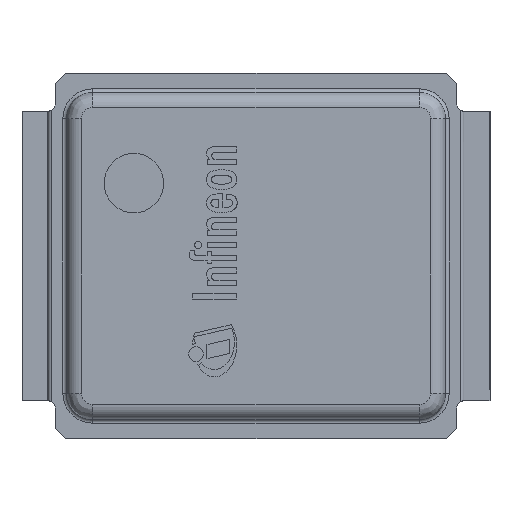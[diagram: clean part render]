
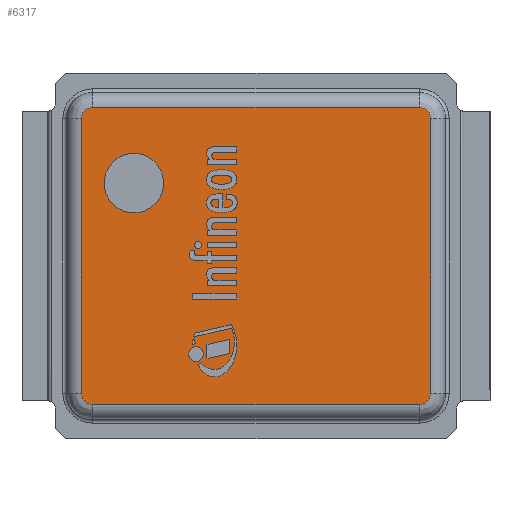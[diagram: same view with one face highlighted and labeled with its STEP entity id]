
A CAD part, top view. The second image highlights one B-rep face of the part: STEP entity #6317.
In plain terms, the highlighted planar face has unit normal (0, 0, 1).
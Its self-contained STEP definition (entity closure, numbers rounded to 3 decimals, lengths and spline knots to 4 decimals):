
#269=LINE('',#9428,#732);
#270=LINE('',#9447,#733);
#272=LINE('',#9467,#735);
#274=LINE('',#9487,#737);
#732=VECTOR('',#7465,3.7);
#733=VECTOR('',#7476,4.4);
#735=VECTOR('',#7488,3.7);
#737=VECTOR('',#7500,4.4);
#1197=PLANE('',#6728);
#1321=FACE_BOUND('',#1733,.T.);
#1352=FACE_OUTER_BOUND('',#1732,.T.);
#1732=EDGE_LOOP('',(#4171,#4172,#4173,#4174,#4175,#4176,#4177,#4178));
#1733=EDGE_LOOP('',(#4179));
#2115=CIRCLE('',#6700,0.4);
#2119=CIRCLE('',#6706,0.15);
#2123=CIRCLE('',#6711,0.15);
#2127=CIRCLE('',#6716,0.15);
#2130=CIRCLE('',#6720,0.15);
#2486=VERTEX_POINT('',#9417);
#2487=VERTEX_POINT('',#9421);
#2490=VERTEX_POINT('',#9426);
#2492=VERTEX_POINT('',#9439);
#2494=VERTEX_POINT('',#9445);
#2496=VERTEX_POINT('',#9459);
#2498=VERTEX_POINT('',#9465);
#2500=VERTEX_POINT('',#9479);
#2502=VERTEX_POINT('',#9485);
#3136=EDGE_CURVE('',#2486,#2486,#2115,.T.);
#3140=EDGE_CURVE('',#2490,#2487,#269,.T.);
#3142=EDGE_CURVE('',#2492,#2490,#2119,.T.);
#3145=EDGE_CURVE('',#2494,#2492,#270,.T.);
#3148=EDGE_CURVE('',#2496,#2494,#2123,.T.);
#3151=EDGE_CURVE('',#2498,#2496,#272,.T.);
#3154=EDGE_CURVE('',#2500,#2498,#2127,.T.);
#3157=EDGE_CURVE('',#2502,#2500,#274,.T.);
#3159=EDGE_CURVE('',#2487,#2502,#2130,.T.);
#4171=ORIENTED_EDGE('',*,*,#3140,.F.);
#4172=ORIENTED_EDGE('',*,*,#3142,.F.);
#4173=ORIENTED_EDGE('',*,*,#3145,.F.);
#4174=ORIENTED_EDGE('',*,*,#3148,.F.);
#4175=ORIENTED_EDGE('',*,*,#3151,.F.);
#4176=ORIENTED_EDGE('',*,*,#3154,.F.);
#4177=ORIENTED_EDGE('',*,*,#3157,.F.);
#4178=ORIENTED_EDGE('',*,*,#3159,.F.);
#4179=ORIENTED_EDGE('',*,*,#3136,.F.);
#6317=ADVANCED_FACE('',(#1352,#1321),#1197,.T.);
#6700=AXIS2_PLACEMENT_3D('',#9418,#7454,#7455);
#6706=AXIS2_PLACEMENT_3D('',#9441,#7468,#7469);
#6711=AXIS2_PLACEMENT_3D('',#9461,#7480,#7481);
#6716=AXIS2_PLACEMENT_3D('',#9481,#7492,#7493);
#6720=AXIS2_PLACEMENT_3D('',#9498,#7502,#7503);
#6728=AXIS2_PLACEMENT_3D('',#9518,#7525,#7526);
#7454=DIRECTION('center_axis',(0.,0.,1.));
#7455=DIRECTION('ref_axis',(-1.,0.,0.));
#7465=DIRECTION('',(-1.,0.,0.));
#7468=DIRECTION('center_axis',(0.,0.,-1.));
#7469=DIRECTION('ref_axis',(0.707,-0.707,0.));
#7476=DIRECTION('',(0.,-1.,0.));
#7480=DIRECTION('center_axis',(0.,0.,-1.));
#7481=DIRECTION('ref_axis',(0.707,0.707,0.));
#7488=DIRECTION('',(1.,0.,0.));
#7492=DIRECTION('center_axis',(0.,0.,-1.));
#7493=DIRECTION('ref_axis',(-0.707,0.707,0.));
#7500=DIRECTION('',(0.,1.,0.));
#7502=DIRECTION('center_axis',(0.,0.,-1.));
#7503=DIRECTION('ref_axis',(-0.707,-0.707,0.));
#7525=DIRECTION('center_axis',(0.,0.,1.));
#7526=DIRECTION('ref_axis',(0.,-1.,0.));
#9417=CARTESIAN_POINT('',(1.3796,1.6439,0.7001));
#9418=CARTESIAN_POINT('Origin',(0.9796,1.6439,0.7001));
#9421=CARTESIAN_POINT('',(-1.85,-2.35,0.7));
#9426=CARTESIAN_POINT('',(1.85,-2.35,0.7));
#9428=CARTESIAN_POINT('',(0.925,-2.35,0.7));
#9439=CARTESIAN_POINT('',(2.,-2.2,0.7));
#9441=CARTESIAN_POINT('Origin',(1.85,-2.2,0.7));
#9445=CARTESIAN_POINT('',(2.,2.2,0.7));
#9447=CARTESIAN_POINT('',(2.,2.5,0.7));
#9459=CARTESIAN_POINT('',(1.85,2.35,0.7));
#9461=CARTESIAN_POINT('Origin',(1.85,2.2,0.7));
#9465=CARTESIAN_POINT('',(-1.85,2.35,0.7));
#9467=CARTESIAN_POINT('',(-0.925,2.35,0.7));
#9479=CARTESIAN_POINT('',(-2.,2.2,0.7));
#9481=CARTESIAN_POINT('Origin',(-1.85,2.2,0.7));
#9485=CARTESIAN_POINT('',(-2.,-2.2,0.7));
#9487=CARTESIAN_POINT('',(-2.,0.3,0.7));
#9498=CARTESIAN_POINT('Origin',(-1.85,-2.2,0.7));
#9518=CARTESIAN_POINT('Origin',(0.,2.8,0.7));
